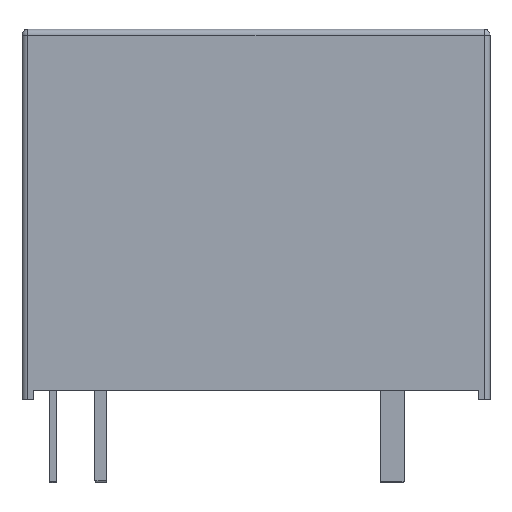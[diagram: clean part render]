
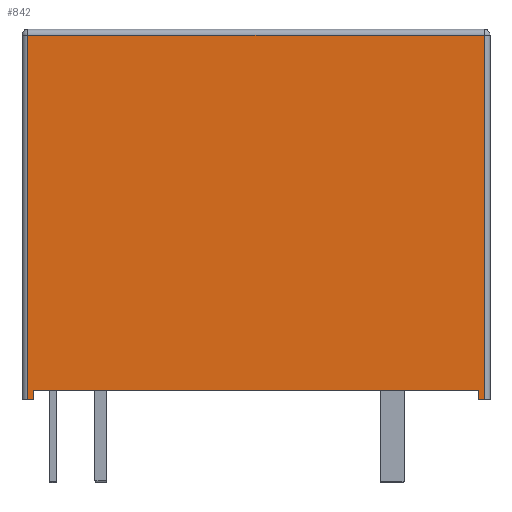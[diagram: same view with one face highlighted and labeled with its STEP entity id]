
A CAD part, front view. The second image highlights one B-rep face of the part: STEP entity #842.
In plain terms, the highlighted planar face has unit normal (0, -1, 0).
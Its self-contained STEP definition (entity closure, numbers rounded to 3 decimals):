
#251 = VERTEX_POINT('',#252);
#252 = CARTESIAN_POINT('',(17.8,-7.7,0.48));
#258 = EDGE_CURVE('',#259,#251,#261,.T.);
#259 = VERTEX_POINT('',#260);
#260 = CARTESIAN_POINT('',(-0.8,-7.7,0.48));
#261 = LINE('',#262,#263);
#262 = CARTESIAN_POINT('',(13.4,-7.7,0.48));
#263 = VECTOR('',#264,1.);
#264 = DIRECTION('',(1.,0.,0.));
#799 = VERTEX_POINT('',#800);
#800 = CARTESIAN_POINT('',(17.8,-7.7,0.1));
#808 = EDGE_CURVE('',#799,#251,#809,.T.);
#809 = LINE('',#810,#811);
#810 = CARTESIAN_POINT('',(17.8,-7.7,0.1));
#811 = VECTOR('',#812,1.);
#812 = DIRECTION('',(0.,0.,1.));
#842 = ADVANCED_FACE('',(#843),#893,.T.);
#843 = FACE_BOUND('',#844,.T.);
#844 = EDGE_LOOP('',(#845,#855,#863,#871,#879,#885,#886,#887));
#845 = ORIENTED_EDGE('',*,*,#846,.T.);
#846 = EDGE_CURVE('',#847,#849,#851,.T.);
#847 = VERTEX_POINT('',#848);
#848 = CARTESIAN_POINT('',(18.05,-7.7,0.1));
#849 = VERTEX_POINT('',#850);
#850 = CARTESIAN_POINT('',(18.05,-7.7,15.35));
#851 = LINE('',#852,#853);
#852 = CARTESIAN_POINT('',(18.05,-7.7,0.1));
#853 = VECTOR('',#854,1.);
#854 = DIRECTION('',(0.,0.,1.));
#855 = ORIENTED_EDGE('',*,*,#856,.T.);
#856 = EDGE_CURVE('',#849,#857,#859,.T.);
#857 = VERTEX_POINT('',#858);
#858 = CARTESIAN_POINT('',(-1.05,-7.7,15.35));
#859 = LINE('',#860,#861);
#860 = CARTESIAN_POINT('',(18.05,-7.7,15.35));
#861 = VECTOR('',#862,1.);
#862 = DIRECTION('',(-1.,0.,0.));
#863 = ORIENTED_EDGE('',*,*,#864,.F.);
#864 = EDGE_CURVE('',#865,#857,#867,.T.);
#865 = VERTEX_POINT('',#866);
#866 = CARTESIAN_POINT('',(-1.05,-7.7,0.1));
#867 = LINE('',#868,#869);
#868 = CARTESIAN_POINT('',(-1.05,-7.7,0.1));
#869 = VECTOR('',#870,1.);
#870 = DIRECTION('',(0.,0.,1.));
#871 = ORIENTED_EDGE('',*,*,#872,.F.);
#872 = EDGE_CURVE('',#873,#865,#875,.T.);
#873 = VERTEX_POINT('',#874);
#874 = CARTESIAN_POINT('',(-0.8,-7.7,0.1));
#875 = LINE('',#876,#877);
#876 = CARTESIAN_POINT('',(18.3,-7.7,0.1));
#877 = VECTOR('',#878,1.);
#878 = DIRECTION('',(-1.,0.,0.));
#879 = ORIENTED_EDGE('',*,*,#880,.F.);
#880 = EDGE_CURVE('',#259,#873,#881,.T.);
#881 = LINE('',#882,#883);
#882 = CARTESIAN_POINT('',(-0.8,-7.7,0.1));
#883 = VECTOR('',#884,1.);
#884 = DIRECTION('',(0.,0.,-1.));
#885 = ORIENTED_EDGE('',*,*,#258,.T.);
#886 = ORIENTED_EDGE('',*,*,#808,.F.);
#887 = ORIENTED_EDGE('',*,*,#888,.F.);
#888 = EDGE_CURVE('',#847,#799,#889,.T.);
#889 = LINE('',#890,#891);
#890 = CARTESIAN_POINT('',(18.3,-7.7,0.1));
#891 = VECTOR('',#892,1.);
#892 = DIRECTION('',(-1.,0.,0.));
#893 = PLANE('',#894);
#894 = AXIS2_PLACEMENT_3D('',#895,#896,#897);
#895 = CARTESIAN_POINT('',(18.3,-7.7,0.1));
#896 = DIRECTION('',(0.,-1.,0.));
#897 = DIRECTION('',(-1.,0.,0.));
